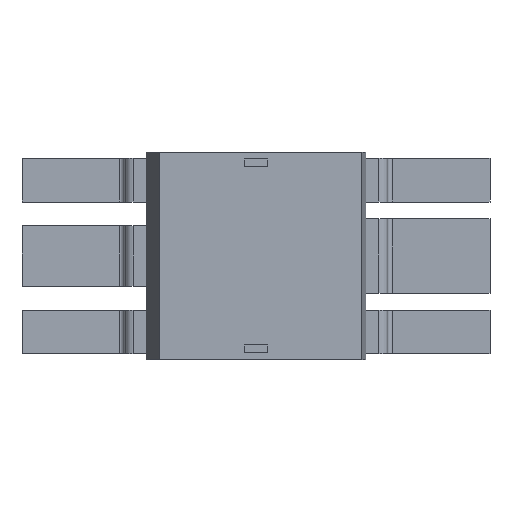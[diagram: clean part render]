
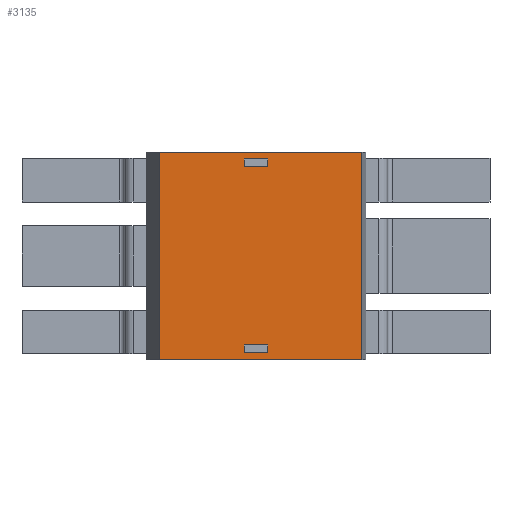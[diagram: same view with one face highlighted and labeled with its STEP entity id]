
A CAD part, top view. The second image highlights one B-rep face of the part: STEP entity #3135.
In plain terms, the highlighted planar face has unit normal (0, 0, 1).
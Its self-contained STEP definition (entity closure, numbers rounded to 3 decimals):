
#2627=CARTESIAN_POINT('',(0.9,-7.3,3.3));
#2628=VERTEX_POINT('',#2627);
#2635=CARTESIAN_POINT('',(0.9,-6.7,3.3));
#2636=VERTEX_POINT('',#2635);
#2637=CARTESIAN_POINT('',(0.9,-6.7,3.3));
#2638=DIRECTION('',(0.0,-1.0,0.0));
#2639=VECTOR('',#2638,0.6);
#2640=LINE('',#2637,#2639);
#2641=EDGE_CURVE('',#2636,#2628,#2640,.T.);
#2665=CARTESIAN_POINT('',(-0.9,-7.3,3.3));
#2666=VERTEX_POINT('',#2665);
#2673=CARTESIAN_POINT('',(0.9,-7.3,3.3));
#2674=DIRECTION('',(-1.0,0.0,0.0));
#2675=VECTOR('',#2674,1.8);
#2676=LINE('',#2673,#2675);
#2677=EDGE_CURVE('',#2628,#2666,#2676,.T.);
#2696=CARTESIAN_POINT('',(-0.9,-6.7,3.3));
#2697=VERTEX_POINT('',#2696);
#2704=CARTESIAN_POINT('',(-0.9,-7.3,3.3));
#2705=DIRECTION('',(0.0,1.0,0.0));
#2706=VECTOR('',#2705,0.6);
#2707=LINE('',#2704,#2706);
#2708=EDGE_CURVE('',#2666,#2697,#2707,.T.);
#2726=CARTESIAN_POINT('',(-0.9,-6.7,3.3));
#2727=DIRECTION('',(1.0,0.0,0.0));
#2728=VECTOR('',#2727,1.8);
#2729=LINE('',#2726,#2728);
#2730=EDGE_CURVE('',#2697,#2636,#2729,.T.);
#2763=CARTESIAN_POINT('',(0.9,6.7,3.3));
#2764=VERTEX_POINT('',#2763);
#2771=CARTESIAN_POINT('',(0.9,7.3,3.3));
#2772=VERTEX_POINT('',#2771);
#2773=CARTESIAN_POINT('',(0.9,7.3,3.3));
#2774=DIRECTION('',(0.0,-1.0,0.0));
#2775=VECTOR('',#2774,0.6);
#2776=LINE('',#2773,#2775);
#2777=EDGE_CURVE('',#2772,#2764,#2776,.T.);
#2802=CARTESIAN_POINT('',(-0.9,7.3,3.3));
#2803=VERTEX_POINT('',#2802);
#2804=CARTESIAN_POINT('',(-0.9,7.3,3.3));
#2805=DIRECTION('',(1.0,0.0,0.0));
#2806=VECTOR('',#2805,1.8);
#2807=LINE('',#2804,#2806);
#2808=EDGE_CURVE('',#2803,#2772,#2807,.T.);
#2833=CARTESIAN_POINT('',(-0.9,6.7,3.3));
#2834=VERTEX_POINT('',#2833);
#2835=CARTESIAN_POINT('',(-0.9,6.7,3.3));
#2836=DIRECTION('',(0.0,1.0,0.0));
#2837=VECTOR('',#2836,0.6);
#2838=LINE('',#2835,#2837);
#2839=EDGE_CURVE('',#2834,#2803,#2838,.T.);
#2862=CARTESIAN_POINT('',(0.9,6.7,3.3));
#2863=DIRECTION('',(-1.0,0.0,0.0));
#2864=VECTOR('',#2863,1.8);
#2865=LINE('',#2862,#2864);
#2866=EDGE_CURVE('',#2764,#2834,#2865,.T.);
#2954=CARTESIAN_POINT('',(-7.255,7.8,3.3));
#2955=VERTEX_POINT('',#2954);
#2962=CARTESIAN_POINT('',(7.955,7.8,3.3));
#2963=VERTEX_POINT('',#2962);
#2964=CARTESIAN_POINT('',(-7.255,7.8,3.3));
#2965=DIRECTION('',(1.0,0.0,0.0));
#2966=VECTOR('',#2965,15.21);
#2967=LINE('',#2964,#2966);
#2968=EDGE_CURVE('',#2955,#2963,#2967,.T.);
#3083=CARTESIAN_POINT('',(-7.255,-7.8,3.3));
#3084=VERTEX_POINT('',#3083);
#3091=CARTESIAN_POINT('',(-7.255,-7.8,3.3));
#3092=DIRECTION('',(0.0,1.0,0.0));
#3093=VECTOR('',#3092,15.6);
#3094=LINE('',#3091,#3093);
#3095=EDGE_CURVE('',#3084,#2955,#3094,.T.);
#3100=CARTESIAN_POINT('',(0.0,0.,3.3));
#3101=DIRECTION('',(0.0,0.0,1.0));
#3102=DIRECTION('',(1.0,0.0,0.0));
#3103=AXIS2_PLACEMENT_3D('',#3100,#3101,#3102);
#3104=PLANE('',#3103);
#3105=ORIENTED_EDGE('',*,*,#3095,.F.);
#3106=CARTESIAN_POINT('',(7.955,-7.8,3.3));
#3107=VERTEX_POINT('',#3106);
#3108=CARTESIAN_POINT('',(7.955,-7.8,3.3));
#3109=DIRECTION('',(-1.0,0.0,0.0));
#3110=VECTOR('',#3109,15.21);
#3111=LINE('',#3108,#3110);
#3112=EDGE_CURVE('',#3107,#3084,#3111,.T.);
#3113=ORIENTED_EDGE('',*,*,#3112,.F.);
#3114=CARTESIAN_POINT('',(7.955,7.8,3.3));
#3115=DIRECTION('',(0.0,-1.0,0.0));
#3116=VECTOR('',#3115,15.6);
#3117=LINE('',#3114,#3116);
#3118=EDGE_CURVE('',#2963,#3107,#3117,.T.);
#3119=ORIENTED_EDGE('',*,*,#3118,.F.);
#3120=ORIENTED_EDGE('',*,*,#2968,.F.);
#3121=EDGE_LOOP('',(#3105,#3113,#3119,#3120));
#3122=FACE_OUTER_BOUND('',#3121,.T.);
#3123=ORIENTED_EDGE('',*,*,#2641,.T.);
#3124=ORIENTED_EDGE('',*,*,#2677,.T.);
#3125=ORIENTED_EDGE('',*,*,#2708,.T.);
#3126=ORIENTED_EDGE('',*,*,#2730,.T.);
#3127=EDGE_LOOP('',(#3123,#3124,#3125,#3126));
#3128=FACE_BOUND('',#3127,.T.);
#3129=ORIENTED_EDGE('',*,*,#2777,.T.);
#3130=ORIENTED_EDGE('',*,*,#2866,.T.);
#3131=ORIENTED_EDGE('',*,*,#2839,.T.);
#3132=ORIENTED_EDGE('',*,*,#2808,.T.);
#3133=EDGE_LOOP('',(#3129,#3130,#3131,#3132));
#3134=FACE_BOUND('',#3133,.T.);
#3135=ADVANCED_FACE('',(#3122,#3128,#3134),#3104,.T.);
